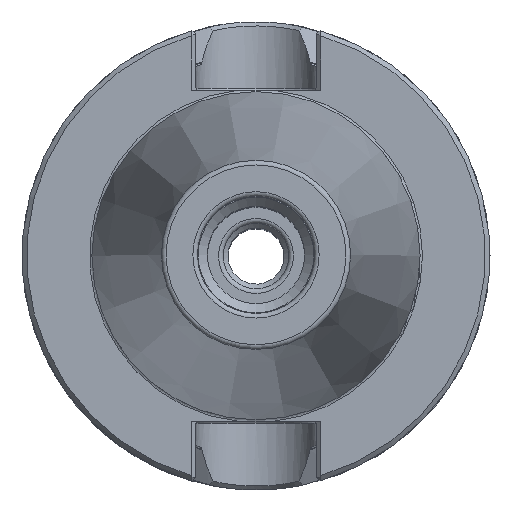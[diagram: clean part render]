
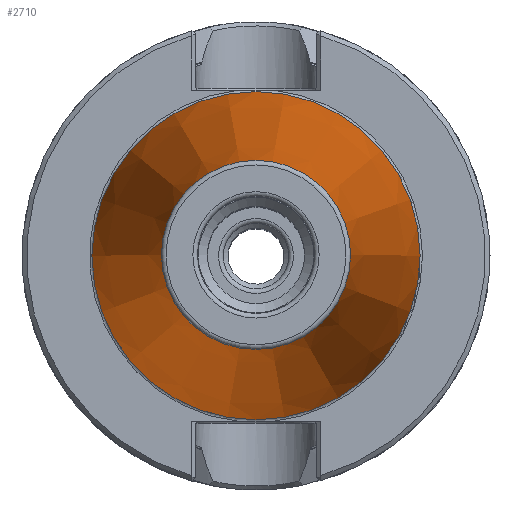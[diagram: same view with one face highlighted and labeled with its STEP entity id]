
A CAD part, top view. The second image highlights one B-rep face of the part: STEP entity #2710.
In plain terms, the highlighted conical face has half-angle 8.297 degrees and reference radius 20.204 mm.
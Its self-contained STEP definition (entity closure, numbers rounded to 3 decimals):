
#232=CONICAL_SURFACE('',#2904,20.204,0.145);
#574=ORIENTED_EDGE('',*,*,#731,.T.);
#575=ORIENTED_EDGE('',*,*,#872,.F.);
#731=EDGE_CURVE('',#949,#949,#1119,.T.);
#872=EDGE_CURVE('',#1042,#1042,#1158,.T.);
#949=VERTEX_POINT('',#3634);
#1042=VERTEX_POINT('',#4176);
#1119=CIRCLE('',#2806,35.065);
#1158=CIRCLE('',#2903,20.204);
#1300=EDGE_LOOP('',(#574));
#1301=EDGE_LOOP('',(#575));
#1522=FACE_BOUND('',#1300,.T.);
#1523=FACE_BOUND('',#1301,.T.);
#2710=ADVANCED_FACE('',(#1522,#1523),#232,.T.);
#2806=AXIS2_PLACEMENT_3D('',#3633,#3075,#3076);
#2903=AXIS2_PLACEMENT_3D('',#4175,#3325,#3326);
#2904=AXIS2_PLACEMENT_3D('',#4177,#3327,#3328);
#3075=DIRECTION('',(0.,0.,1.));
#3076=DIRECTION('',(1.,0.,0.));
#3325=DIRECTION('',(0.,0.,1.));
#3326=DIRECTION('',(1.,0.,0.));
#3327=DIRECTION('',(0.,0.,-1.));
#3328=DIRECTION('',(-1.,0.,0.));
#3633=CARTESIAN_POINT('',(0.,0.,98.837));
#3634=CARTESIAN_POINT('',(35.065,0.,98.837));
#4175=CARTESIAN_POINT('',(0.,0.,200.744));
#4176=CARTESIAN_POINT('',(20.204,0.,200.744));
#4177=CARTESIAN_POINT('',(0.,0.,200.744));
